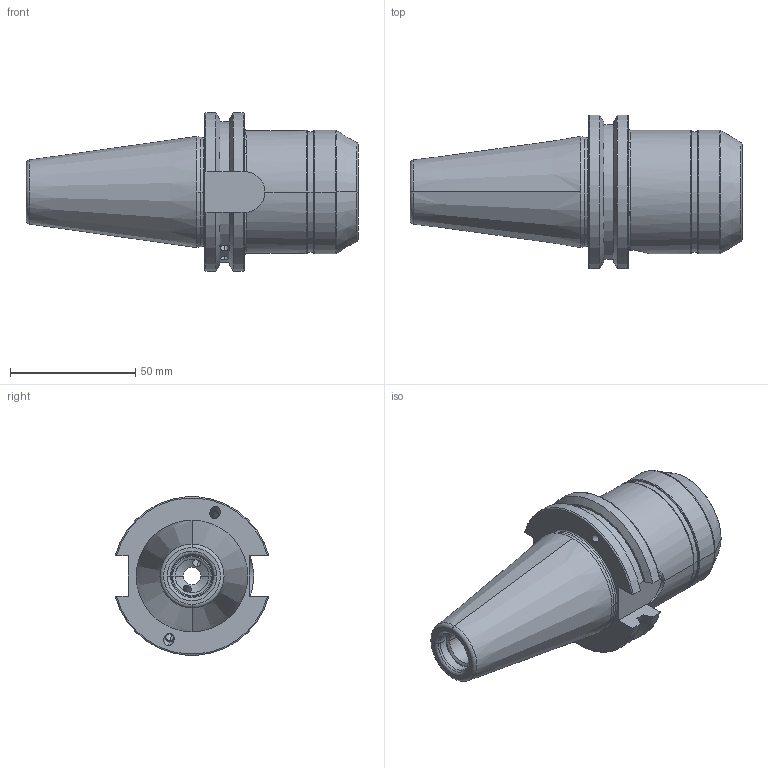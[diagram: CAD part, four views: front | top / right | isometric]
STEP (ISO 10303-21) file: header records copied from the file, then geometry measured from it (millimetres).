
FILE_DESCRIPTION((''),'2;1');
FILE_NAME('WK022PE-CAT40ADB-HC0_75_P-2_54','2020-03-26T',('MYPC'),(''),'PRO/ENGINEER BY PARAMETRIC TECHNOLOGY CORPORATION, 2012130','PRO/ENGINEER BY PARAMETRIC TECHNOLOGY CORPORATION, 2012130','');
FILE_SCHEMA(('CONFIG_CONTROL_DESIGN'));
Length unit declared in the file: inch
Products named in the file (1): WK022PE-CAT40ADB-HC0_75_P-2_54
Bounding box: 132.74 x 61.36 x 63.26 mm (x, y, z)
Volume: 172305.5 mm3; surface area: 31044.7 mm2
Topology: 1 solids, 5 shells, 155 faces, 394 edges, 240 vertices
Faces by surface type: cylinder 67, cone 36, plane 29, torus 23
Entity records: 5089 total; most frequent: CARTESIAN_POINT 1393, DIRECTION 780, ORIENTED_EDGE 742, EDGE_CURVE 382, AXIS2_PLACEMENT_3D 325, VERTEX_POINT 240, EDGE_LOOP 174, CIRCLE 169
